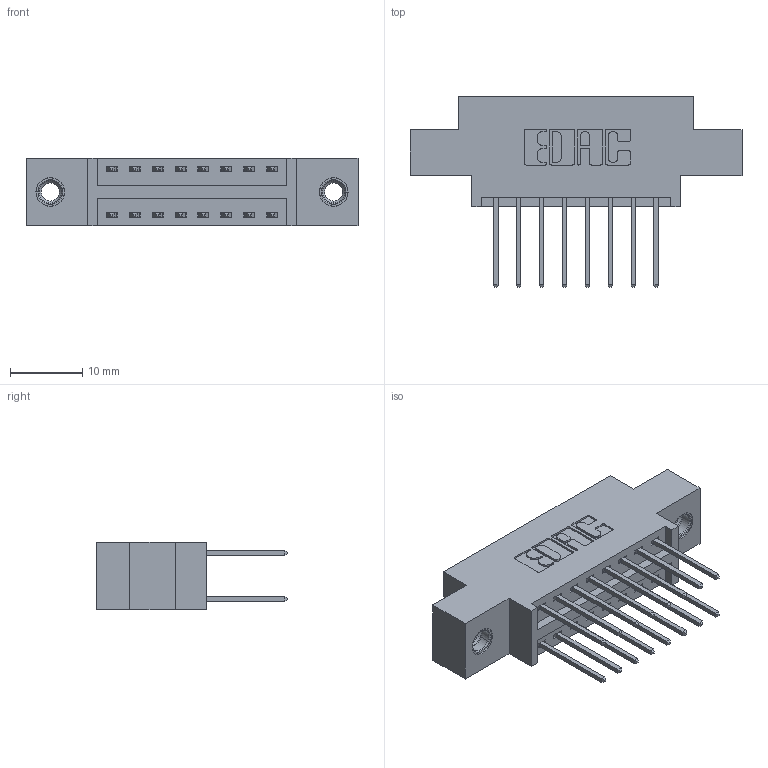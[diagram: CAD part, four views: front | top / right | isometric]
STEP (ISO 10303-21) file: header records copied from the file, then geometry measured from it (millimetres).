
FILE_DESCRIPTION (( 'STEP AP203' ), '1' );
FILE_NAME ('346-016-522-807.STEP', '2022-05-18T15:39:27', ( '' ), ( '' ), 'SwSTEP 2.0', 'SolidWorks 2020', '' );
FILE_SCHEMA (( 'CONFIG_CONTROL_DESIGN' ));
Length unit declared in the file: inch
Products named in the file (4): 345-250-001_345-250-005-103; 345-292-001_345-293-122; 346 Part_0.170 Offset - 0.156 Dia-TI; 346-016-522-807
Assembly tree (19 placements, depth 2):
  346-016-522-807
    346 Part_0.170 Offset - 0.156 Dia-TI
    345-292-001_345-293-122  x16
    345-250-001_345-250-005-103  x2
Bounding box: 45.97 x 26.42 x 9.4 mm (x, y, z)
Volume: 4091.8 mm3; surface area: 5493.5 mm2
Topology: 19 solids, 19 shells, 1018 faces, 2957 edges, 1942 vertices
Faces by surface type: plane 672, cylinder 330, cone 12, torus 4
Entity records: 11134 total; most frequent: CARTESIAN_POINT 1867, ORIENTED_EDGE 1794, DIRECTION 1723, EDGE_CURVE 897, VECTOR 713, LINE 713, VERTEX_POINT 592, AXIS2_PLACEMENT_3D 505
